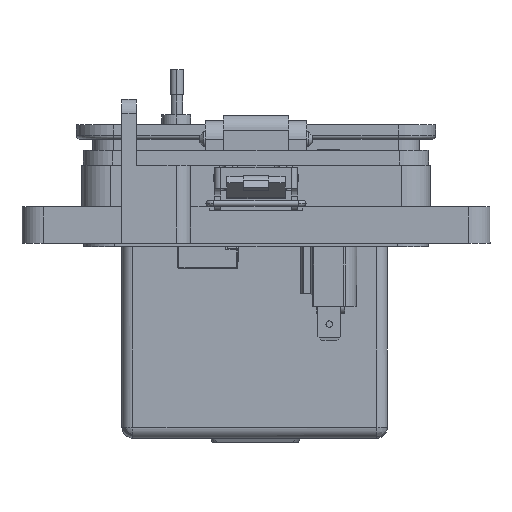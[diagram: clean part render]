
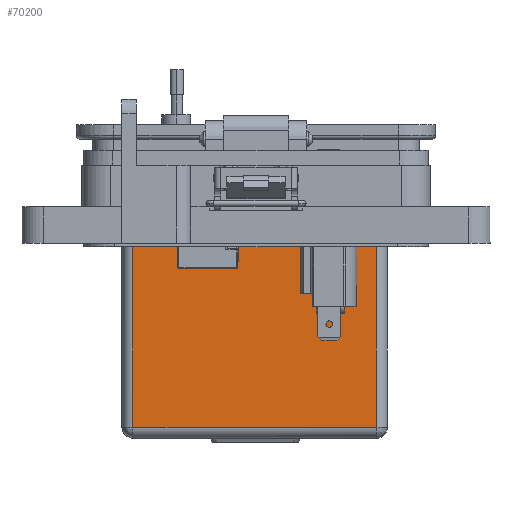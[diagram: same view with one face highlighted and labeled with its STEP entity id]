
A CAD part, front view. The second image highlights one B-rep face of the part: STEP entity #70200.
In plain terms, the highlighted planar face has unit normal (0, -1, 0).
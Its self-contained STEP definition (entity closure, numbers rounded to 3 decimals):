
#4483 = EDGE_CURVE ( 'NONE', #28987, #51891, #107269, .T. ) ;
#10282 = CARTESIAN_POINT ( 'NONE',  ( -5.093, -45.612, -65.552 ) ) ;
#13156 = ORIENTED_EDGE ( 'NONE', *, *, #31020, .F. ) ;
#13634 = CARTESIAN_POINT ( 'NONE',  ( -21.856, -45.612, -62.522 ) ) ;
#16256 = CARTESIAN_POINT ( 'NONE',  ( -5.093, -45.612, -65.552 ) ) ;
#18949 = CARTESIAN_POINT ( 'NONE',  ( -2.825, -45.612, -12.212 ) ) ;
#22697 = ORIENTED_EDGE ( 'NONE', *, *, #93999, .F. ) ;
#25006 = DIRECTION ( 'NONE',  ( 1., 0., 0. ) ) ;
#28987 = VERTEX_POINT ( 'NONE', #49935 ) ;
#31020 = EDGE_CURVE ( 'NONE', #70249, #28987, #74414, .T. ) ;
#37913 = ORIENTED_EDGE ( 'NONE', *, *, #55113, .T. ) ;
#38196 = CARTESIAN_POINT ( 'NONE',  ( -72.146, -45.612, -12.212 ) ) ;
#44611 = DIRECTION ( 'NONE',  ( 0., 0., 1. ) ) ;
#45165 = DIRECTION ( 'NONE',  ( -1., 0., 0. ) ) ;
#47400 = ORIENTED_EDGE ( 'NONE', *, *, #4483, .F. ) ;
#48542 = VECTOR ( 'NONE', #79849, 1000. ) ;
#49667 = VECTOR ( 'NONE', #45165, 1000. ) ;
#49935 = CARTESIAN_POINT ( 'NONE',  ( -5.093, -45.612, -62.522 ) ) ;
#51891 = VERTEX_POINT ( 'NONE', #106501 ) ;
#53022 = VECTOR ( 'NONE', #44611, 1000. ) ;
#55113 = EDGE_CURVE ( 'NONE', #70249, #107399, #72833, .T. ) ;
#55752 = LINE ( 'NONE', #79204, #53022 ) ;
#69180 = AXIS2_PLACEMENT_3D ( 'NONE', #16256, #77077, #25006 ) ;
#70200 = ADVANCED_FACE ( 'NONE', ( #108738 ), #85446, .T. ) ;
#70249 = VERTEX_POINT ( 'NONE', #94582 ) ;
#72833 = LINE ( 'NONE', #18949, #49667 ) ;
#74414 = LINE ( 'NONE', #10282, #48542 ) ;
#77077 = DIRECTION ( 'NONE',  ( 0., -1., 0. ) ) ;
#79204 = CARTESIAN_POINT ( 'NONE',  ( -72.146, -45.612, -65.552 ) ) ;
#79849 = DIRECTION ( 'NONE',  ( 0., 0., -1. ) ) ;
#83172 = DIRECTION ( 'NONE',  ( -1., 0., 0. ) ) ;
#84069 = VECTOR ( 'NONE', #83172, 1000. ) ;
#85446 = PLANE ( 'NONE',  #69180 ) ;
#93999 = EDGE_CURVE ( 'NONE', #51891, #107399, #55752, .T. ) ;
#94582 = CARTESIAN_POINT ( 'NONE',  ( -5.093, -45.612, -12.212 ) ) ;
#106501 = CARTESIAN_POINT ( 'NONE',  ( -72.146, -45.612, -62.522 ) ) ;
#107269 = LINE ( 'NONE', #13634, #84069 ) ;
#107399 = VERTEX_POINT ( 'NONE', #38196 ) ;
#108738 = FACE_OUTER_BOUND ( 'NONE', #110489, .T. ) ;
#110489 = EDGE_LOOP ( 'NONE', ( #37913, #22697, #47400, #13156 ) ) ;
